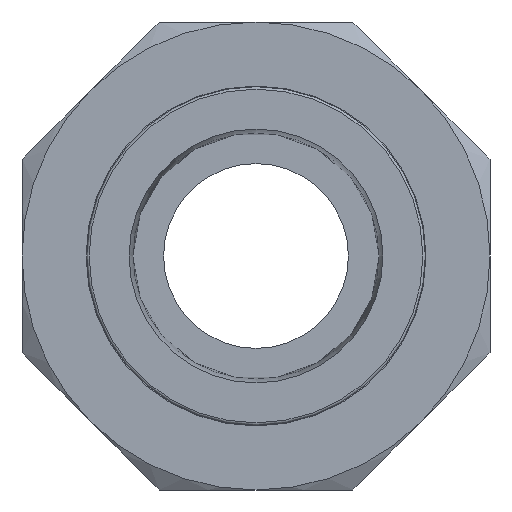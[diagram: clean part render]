
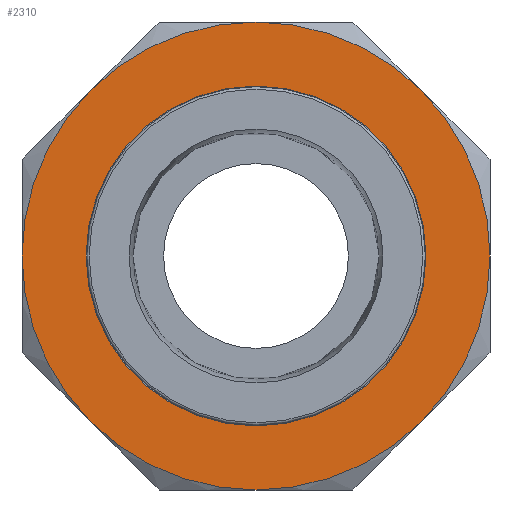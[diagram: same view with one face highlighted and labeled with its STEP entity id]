
A CAD part, left-side view. The second image highlights one B-rep face of the part: STEP entity #2310.
In plain terms, the highlighted planar face has unit normal (-1, 0, 0).
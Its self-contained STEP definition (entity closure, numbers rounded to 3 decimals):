
#1549=CARTESIAN_POINT('',(-9.,-13.435,-13.435));
#1550=VERTEX_POINT('',#1549);
#1557=CARTESIAN_POINT('',(-9.,-19.,0.));
#1558=VERTEX_POINT('',#1557);
#1565=CARTESIAN_POINT('',(-9.,0.,0.));
#1566=DIRECTION('',(-1.,0.,0.));
#1567=DIRECTION('',(0.,1.,0.));
#1568=AXIS2_PLACEMENT_3D('',#1565,#1566,#1567);
#1569=CIRCLE('',#1568,19.);
#1570=EDGE_CURVE('',#1550,#1558,#1569,.T.);
#1582=CARTESIAN_POINT('',(-9.,0.,-19.));
#1583=VERTEX_POINT('',#1582);
#1596=CARTESIAN_POINT('',(-9.,0.,0.));
#1597=DIRECTION('',(-1.,0.,0.));
#1598=DIRECTION('',(0.,1.,0.));
#1599=AXIS2_PLACEMENT_3D('',#1596,#1597,#1598);
#1600=CIRCLE('',#1599,19.);
#1601=EDGE_CURVE('',#1583,#1550,#1600,.T.);
#1613=CARTESIAN_POINT('',(-9.,13.435,-13.435));
#1614=VERTEX_POINT('',#1613);
#1627=CARTESIAN_POINT('',(-9.,0.,0.));
#1628=DIRECTION('',(-1.,0.,0.));
#1629=DIRECTION('',(0.,1.,0.));
#1630=AXIS2_PLACEMENT_3D('',#1627,#1628,#1629);
#1631=CIRCLE('',#1630,19.);
#1632=EDGE_CURVE('',#1614,#1583,#1631,.T.);
#1644=CARTESIAN_POINT('',(-9.,19.,0.));
#1645=VERTEX_POINT('',#1644);
#1658=CARTESIAN_POINT('',(-9.,0.,0.));
#1659=DIRECTION('',(-1.,0.,0.));
#1660=DIRECTION('',(0.,1.,0.));
#1661=AXIS2_PLACEMENT_3D('',#1658,#1659,#1660);
#1662=CIRCLE('',#1661,19.);
#1663=EDGE_CURVE('',#1645,#1614,#1662,.T.);
#1681=CARTESIAN_POINT('',(-9.,13.435,13.435));
#1682=VERTEX_POINT('',#1681);
#1683=CARTESIAN_POINT('',(-9.,0.,0.));
#1684=DIRECTION('',(-1.,0.,0.));
#1685=DIRECTION('',(0.,1.,0.));
#1686=AXIS2_PLACEMENT_3D('',#1683,#1684,#1685);
#1687=CIRCLE('',#1686,19.);
#1688=EDGE_CURVE('',#1682,#1645,#1687,.T.);
#1712=CARTESIAN_POINT('',(-9.,0.,19.));
#1713=VERTEX_POINT('',#1712);
#1714=CARTESIAN_POINT('',(-9.,0.,0.));
#1715=DIRECTION('',(-1.,0.,0.));
#1716=DIRECTION('',(0.,1.,0.));
#1717=AXIS2_PLACEMENT_3D('',#1714,#1715,#1716);
#1718=CIRCLE('',#1717,19.);
#1719=EDGE_CURVE('',#1713,#1682,#1718,.T.);
#1743=CARTESIAN_POINT('',(-9.,-13.435,13.435));
#1744=VERTEX_POINT('',#1743);
#1745=CARTESIAN_POINT('',(-9.,0.,0.));
#1746=DIRECTION('',(-1.,0.,0.));
#1747=DIRECTION('',(0.,1.,0.));
#1748=AXIS2_PLACEMENT_3D('',#1745,#1746,#1747);
#1749=CIRCLE('',#1748,19.);
#1750=EDGE_CURVE('',#1744,#1713,#1749,.T.);
#1774=CARTESIAN_POINT('',(-9.,0.,0.));
#1775=DIRECTION('',(-1.,0.,0.));
#1776=DIRECTION('',(0.,1.,0.));
#1777=AXIS2_PLACEMENT_3D('',#1774,#1775,#1776);
#1778=CIRCLE('',#1777,19.);
#1779=EDGE_CURVE('',#1558,#1744,#1778,.T.);
#2268=CARTESIAN_POINT('',(-9.,13.8,0.));
#2269=VERTEX_POINT('',#2268);
#2276=CARTESIAN_POINT('',(-9.,0.,0.));
#2277=DIRECTION('',(1.,0.,0.));
#2278=DIRECTION('',(0.,1.,0.));
#2279=AXIS2_PLACEMENT_3D('',#2276,#2277,#2278);
#2280=CIRCLE('',#2279,13.8);
#2281=EDGE_CURVE('',#2269,#2269,#2280,.T.);
#2292=ORIENTED_EDGE('',*,*,#1779,.T.);
#2293=ORIENTED_EDGE('',*,*,#1750,.T.);
#2294=ORIENTED_EDGE('',*,*,#1719,.T.);
#2295=ORIENTED_EDGE('',*,*,#1688,.T.);
#2296=ORIENTED_EDGE('',*,*,#1663,.T.);
#2297=ORIENTED_EDGE('',*,*,#1632,.T.);
#2298=ORIENTED_EDGE('',*,*,#1601,.T.);
#2299=ORIENTED_EDGE('',*,*,#1570,.T.);
#2300=EDGE_LOOP('',(#2292,#2293,#2294,#2295,#2296,#2297,#2298,#2299));
#2301=FACE_OUTER_BOUND('',#2300,.T.);
#2302=ORIENTED_EDGE('',*,*,#2281,.T.);
#2303=EDGE_LOOP('',(#2302));
#2304=FACE_BOUND('',#2303,.T.);
#2305=CARTESIAN_POINT('',(-9.,17.675,0.));
#2306=DIRECTION('',(-1.,0.,0.));
#2307=DIRECTION('',(0.,-1.,0.));
#2308=AXIS2_PLACEMENT_3D('',#2305,#2306,#2307);
#2309=PLANE('',#2308);
#2310=ADVANCED_FACE('',(#2301,#2304),#2309,.T.);
